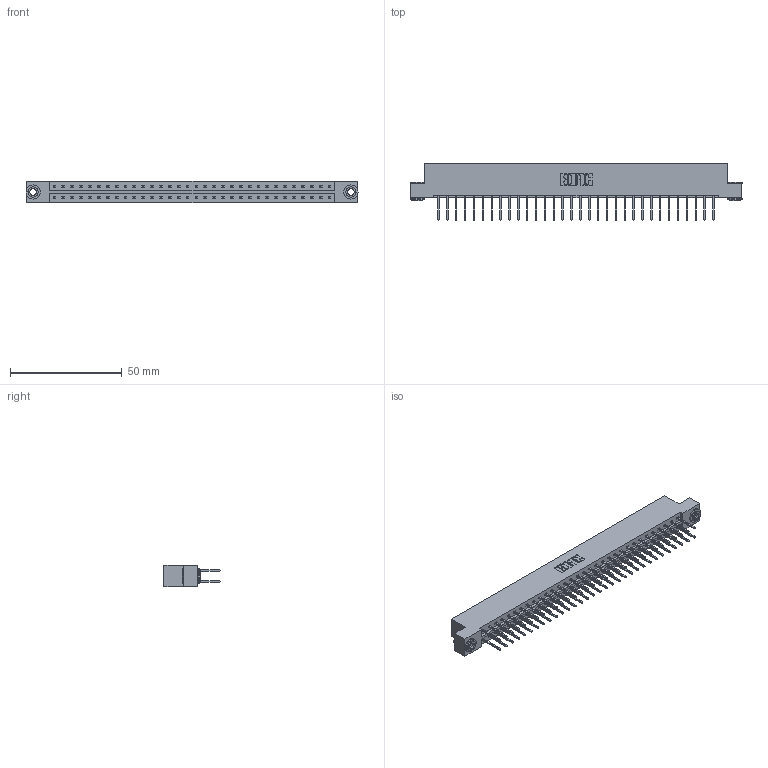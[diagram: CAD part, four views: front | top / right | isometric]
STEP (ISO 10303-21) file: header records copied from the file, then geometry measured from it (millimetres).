
FILE_DESCRIPTION (( 'STEP AP203' ), '1' );
FILE_NAME ('833-064-523-203.STEP', '2020-06-05T06:55:57', ( '' ), ( '' ), 'SwSTEP 2.0', 'SolidWorks 2020', '' );
FILE_SCHEMA (( 'CONFIG_CONTROL_DESIGN' ));
Length unit declared in the file: inch
Products named in the file (4): 833-064-523-203; 833 Part_Flush - .156 Dia - TH; 345-292-001_345-293-123; 345-250-002_345-250-002-102
Assembly tree (67 placements, depth 2):
  833-064-523-203
    833 Part_Flush - .156 Dia - TH
    345-292-001_345-293-123  x64
    345-250-002_345-250-002-102  x2
Bounding box: 148.34 x 25.15 x 9.4 mm (x, y, z)
Volume: 15201.3 mm3; surface area: 18706.1 mm2
Topology: 67 solids, 67 shells, 3480 faces, 10307 edges, 6782 vertices
Faces by surface type: plane 2384, cylinder 1088, cone 8
Entity records: 22548 total; most frequent: CARTESIAN_POINT 3725, ORIENTED_EDGE 3654, DIRECTION 3233, EDGE_CURVE 1827, LINE 1675, VECTOR 1675, VERTEX_POINT 1214, AXIS2_PLACEMENT_3D 779
